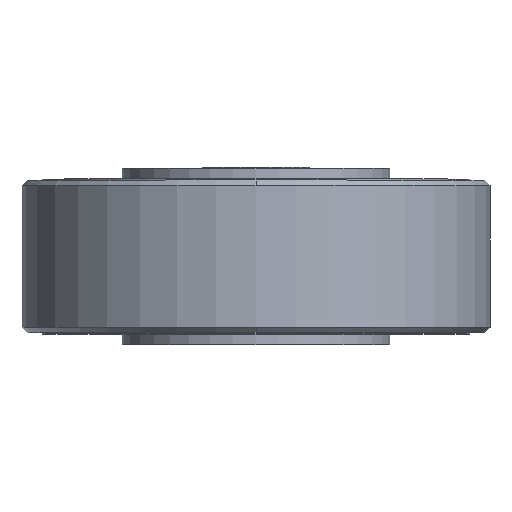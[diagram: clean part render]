
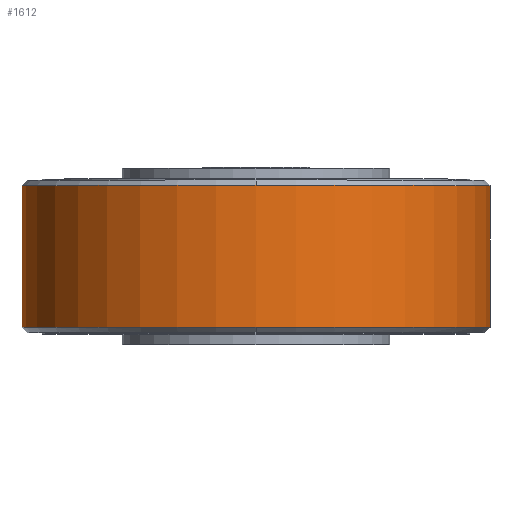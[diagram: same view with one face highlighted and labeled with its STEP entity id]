
A CAD part, top view. The second image highlights one B-rep face of the part: STEP entity #1612.
In plain terms, the highlighted cylindrical face has radius 87.5 mm (diameter 175 mm), a partial arc.
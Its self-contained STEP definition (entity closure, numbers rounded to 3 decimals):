
#412 = EDGE_CURVE ( 'NONE', #19090, #8047, #21609, .T. ) ;
#466 = DIRECTION ( 'NONE',  ( 0., 0., 1. ) ) ;
#1612 = ADVANCED_FACE ( 'NONE', ( #9727 ), #21560, .T. ) ;
#2316 = CARTESIAN_POINT ( 'NONE',  ( 0., 55., 0. ) ) ;
#2408 = EDGE_CURVE ( 'NONE', #8047, #20930, #21267, .T. ) ;
#2967 = DIRECTION ( 'NONE',  ( 0., -1., 0. ) ) ;
#3022 = LINE ( 'NONE', #10288, #9882 ) ;
#3053 = VERTEX_POINT ( 'NONE', #3167 ) ;
#3167 = CARTESIAN_POINT ( 'NONE',  ( 18.601, 55., -85.5 ) ) ;
#3319 = EDGE_CURVE ( 'NONE', #3053, #9774, #7186, .T. ) ;
#3700 = AXIS2_PLACEMENT_3D ( 'NONE', #4999, #5231, #10385 ) ;
#3783 = CARTESIAN_POINT ( 'NONE',  ( -18.601, 2., -85.5 ) ) ;
#4533 = EDGE_CURVE ( 'NONE', #3053, #20930, #3022, .T. ) ;
#4961 = CARTESIAN_POINT ( 'NONE',  ( 0., 55., 0. ) ) ;
#4999 = CARTESIAN_POINT ( 'NONE',  ( 0., 2., 0. ) ) ;
#5231 = DIRECTION ( 'NONE',  ( 0., 1., 0. ) ) ;
#6419 = CARTESIAN_POINT ( 'NONE',  ( 0., 57., 0. ) ) ;
#6883 = CARTESIAN_POINT ( 'NONE',  ( 0., 2., 87.5 ) ) ;
#7186 = CIRCLE ( 'NONE', #21075, 87.5 ) ;
#7593 = ORIENTED_EDGE ( 'NONE', *, *, #2408, .T. ) ;
#7730 = ORIENTED_EDGE ( 'NONE', *, *, #3319, .T. ) ;
#7914 = CARTESIAN_POINT ( 'NONE',  ( 18.601, 2., -85.5 ) ) ;
#8047 = VERTEX_POINT ( 'NONE', #6883 ) ;
#9363 = CARTESIAN_POINT ( 'NONE',  ( -18.601, 57., -85.5 ) ) ;
#9501 = DIRECTION ( 'NONE',  ( 0., -1., 0. ) ) ;
#9727 = FACE_OUTER_BOUND ( 'NONE', #19699, .T. ) ;
#9774 = VERTEX_POINT ( 'NONE', #16791 ) ;
#9882 = VECTOR ( 'NONE', #11954, 1000. ) ;
#10288 = CARTESIAN_POINT ( 'NONE',  ( 18.601, 57., -85.5 ) ) ;
#10326 = ORIENTED_EDGE ( 'NONE', *, *, #412, .T. ) ;
#10385 = DIRECTION ( 'NONE',  ( 0., 0., 1. ) ) ;
#10841 = DIRECTION ( 'NONE',  ( 0., 1., 0. ) ) ;
#11730 = ORIENTED_EDGE ( 'NONE', *, *, #21382, .T. ) ;
#11954 = DIRECTION ( 'NONE',  ( 0., -1., 0. ) ) ;
#13785 = AXIS2_PLACEMENT_3D ( 'NONE', #14270, #10841, #466 ) ;
#13844 = DIRECTION ( 'NONE',  ( 0., -1., 0. ) ) ;
#14270 = CARTESIAN_POINT ( 'NONE',  ( 0., 2., 0. ) ) ;
#15165 = DIRECTION ( 'NONE',  ( 0., 0., -1. ) ) ;
#15286 = AXIS2_PLACEMENT_3D ( 'NONE', #6419, #2967, #15165 ) ;
#16147 = VECTOR ( 'NONE', #9501, 1000. ) ;
#16477 = CARTESIAN_POINT ( 'NONE',  ( -18.601, 55., -85.5 ) ) ;
#16791 = CARTESIAN_POINT ( 'NONE',  ( 0., 55., 87.5 ) ) ;
#17012 = EDGE_CURVE ( 'NONE', #9774, #19788, #18451, .T. ) ;
#18051 = DIRECTION ( 'NONE',  ( 0., 0., 1. ) ) ;
#18260 = ORIENTED_EDGE ( 'NONE', *, *, #17012, .T. ) ;
#18451 = CIRCLE ( 'NONE', #21979, 87.5 ) ;
#18547 = ORIENTED_EDGE ( 'NONE', *, *, #4533, .F. ) ;
#19090 = VERTEX_POINT ( 'NONE', #3783 ) ;
#19699 = EDGE_LOOP ( 'NONE', ( #18547, #7730, #18260, #11730, #10326, #7593 ) ) ;
#19711 = LINE ( 'NONE', #9363, #16147 ) ;
#19788 = VERTEX_POINT ( 'NONE', #16477 ) ;
#19960 = DIRECTION ( 'NONE',  ( 0., -1., 0. ) ) ;
#20930 = VERTEX_POINT ( 'NONE', #7914 ) ;
#20937 = DIRECTION ( 'NONE',  ( 0., 0., 1. ) ) ;
#21075 = AXIS2_PLACEMENT_3D ( 'NONE', #2316, #19960, #18051 ) ;
#21267 = CIRCLE ( 'NONE', #3700, 87.5 ) ;
#21382 = EDGE_CURVE ( 'NONE', #19788, #19090, #19711, .T. ) ;
#21560 = CYLINDRICAL_SURFACE ( 'NONE', #15286, 87.5 ) ;
#21609 = CIRCLE ( 'NONE', #13785, 87.5 ) ;
#21979 = AXIS2_PLACEMENT_3D ( 'NONE', #4961, #13844, #20937 ) ;
